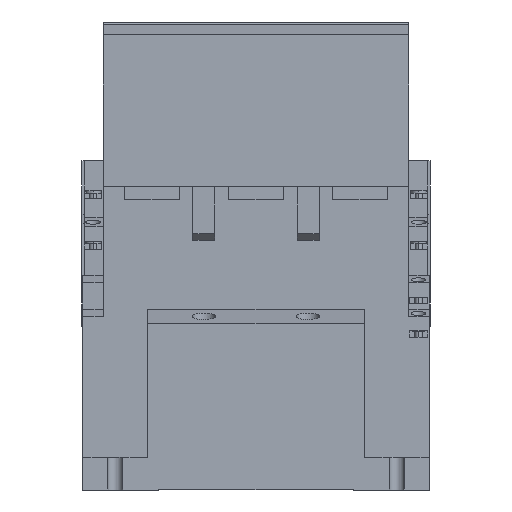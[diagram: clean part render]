
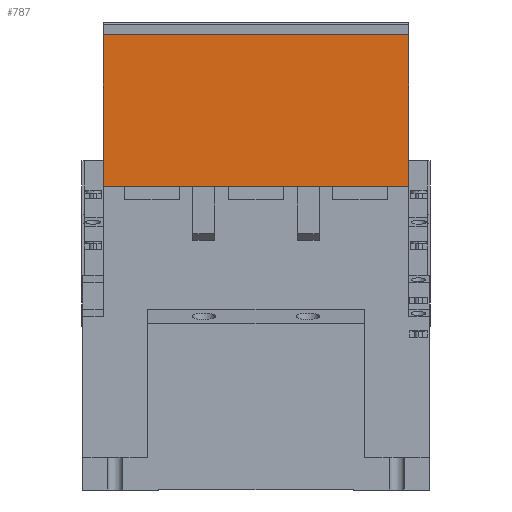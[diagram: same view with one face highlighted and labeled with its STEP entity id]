
A CAD part, front view. The second image highlights one B-rep face of the part: STEP entity #787.
In plain terms, the highlighted planar face has unit normal (0, -1, 0).
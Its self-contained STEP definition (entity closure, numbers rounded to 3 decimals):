
#787 = ADVANCED_FACE( '', ( #2372 ), #2373, .T. );
#2372 = FACE_OUTER_BOUND( '', #3974, .T. );
#2373 = PLANE( '', #3975 );
#3974 = EDGE_LOOP( '', ( #9818, #9819, #9820, #9821 ) );
#3975 = AXIS2_PLACEMENT_3D( '', #9822, #9823, #9824 );
#9818 = ORIENTED_EDGE( '', *, *, #11782, .T. );
#9819 = ORIENTED_EDGE( '', *, *, #11800, .F. );
#9820 = ORIENTED_EDGE( '', *, *, #10365, .T. );
#9821 = ORIENTED_EDGE( '', *, *, #11801, .T. );
#9822 = CARTESIAN_POINT( '', ( 0., -75.4, 140. ) );
#9823 = DIRECTION( '', ( 0., -1., 0. ) );
#9824 = DIRECTION( '', ( 0., 0., -1. ) );
#10365 = EDGE_CURVE( '', #12636, #12634, #12637, .T. );
#11782 = EDGE_CURVE( '', #14897, #14895, #14898, .T. );
#11800 = EDGE_CURVE( '', #12636, #14895, #14919, .T. );
#11801 = EDGE_CURVE( '', #12634, #14897, #14920, .T. );
#12634 = VERTEX_POINT( '', #15970 );
#12636 = VERTEX_POINT( '', #15973 );
#12637 = LINE( '', #15974, #15975 );
#14895 = VERTEX_POINT( '', #19456 );
#14897 = VERTEX_POINT( '', #19459 );
#14898 = LINE( '', #19460, #19461 );
#14919 = LINE( '', #19499, #19500 );
#14920 = LINE( '', #19501, #19502 );
#15970 = CARTESIAN_POINT( '', ( 9.5, -75.4, 140. ) );
#15973 = CARTESIAN_POINT( '', ( 9.5, -75.4, 209.853 ) );
#15974 = CARTESIAN_POINT( '', ( 9.5, -75.4, 70. ) );
#15975 = VECTOR( '', #20387, 1. );
#19456 = CARTESIAN_POINT( '', ( 150.5, -75.4, 209.853 ) );
#19459 = CARTESIAN_POINT( '', ( 150.5, -75.4, 140. ) );
#19460 = CARTESIAN_POINT( '', ( 150.5, -75.4, 70. ) );
#19461 = VECTOR( '', #22188, 1. );
#19499 = CARTESIAN_POINT( '', ( 0., -75.4, 209.853 ) );
#19500 = VECTOR( '', #22206, 1. );
#19501 = CARTESIAN_POINT( '', ( 0., -75.4, 140. ) );
#19502 = VECTOR( '', #22207, 1. );
#20387 = DIRECTION( '', ( 0., 0., -1. ) );
#22188 = DIRECTION( '', ( 0., 0., 1. ) );
#22206 = DIRECTION( '', ( 1., 0., 0. ) );
#22207 = DIRECTION( '', ( 1., 0., 0. ) );
